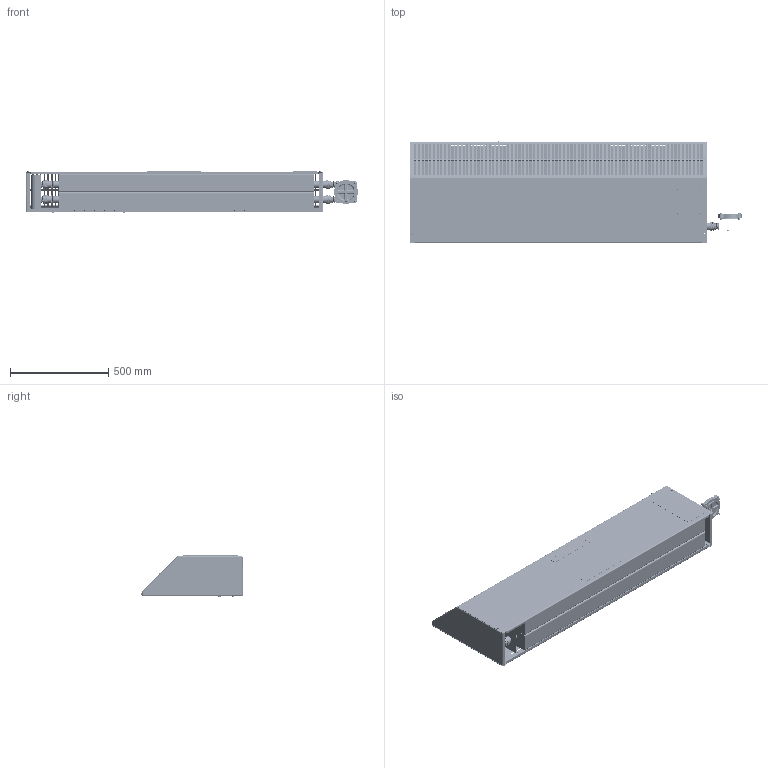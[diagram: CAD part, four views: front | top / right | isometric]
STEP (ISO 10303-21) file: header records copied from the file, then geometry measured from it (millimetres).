
FILE_DESCRIPTION (( 'STEP AP214' ), '1' );
FILE_NAME ('XEC Y MOUNT W-BLANK 59.5.STEP', '2021-08-31T20:38:25', ( '' ), ( '' ), 'SwSTEP 2.0', 'SolidWorks 2020', '' );
FILE_SCHEMA (( 'AUTOMOTIVE_DESIGN' ));
Length unit declared in the file: inch
Products named in the file (1): XEC Y MOUNT W-BLANK 59.5
Bounding box: 1689.86 x 519.46 x 215.29 mm (x, y, z)
Volume: 38387020.7 mm3; surface area: 5731910.4 mm2
Topology: 64 solids, 69 shells, 6785 faces, 17028 edges, 10610 vertices
Faces by surface type: plane 2093, cylinder 1989, cone 1079, torus 825, bspline 768, sphere 31
Entity records: 430846 total; most frequent: CARTESIAN_POINT 166820, ORIENTED_EDGE 37126, DIRECTION 32184, EDGE_CURVE 18563, AXIS2_PLACEMENT_3D 11669, VERTEX_POINT 11569, LINE 8846, VECTOR 8846
